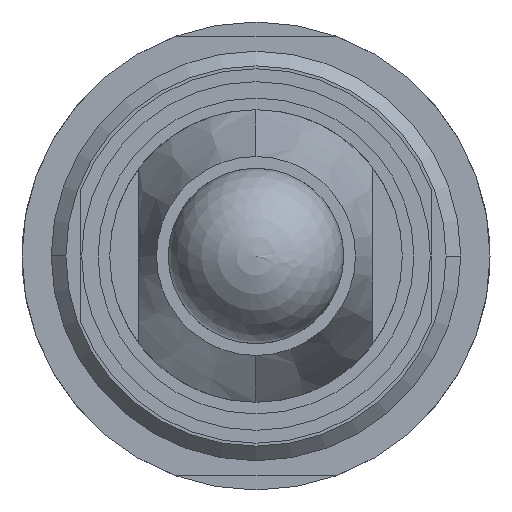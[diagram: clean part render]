
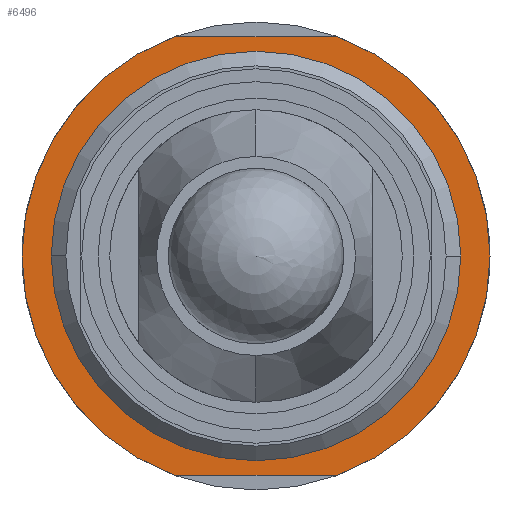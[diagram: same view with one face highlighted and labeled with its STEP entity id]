
A CAD part, left-side view. The second image highlights one B-rep face of the part: STEP entity #6496.
In plain terms, the highlighted planar face has unit normal (-1, 0, 0).
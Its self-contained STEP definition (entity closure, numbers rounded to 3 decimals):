
#65 = VECTOR ( 'NONE', #1834, 1000. ) ;
#348 = CARTESIAN_POINT ( 'NONE',  ( -48.5, 0., 0. ) ) ;
#577 = ORIENTED_EDGE ( 'NONE', *, *, #4646, .F. ) ;
#601 = CARTESIAN_POINT ( 'NONE',  ( -48.5, 0., 0. ) ) ;
#638 = VECTOR ( 'NONE', #1218, 1000. ) ;
#660 = ORIENTED_EDGE ( 'NONE', *, *, #5485, .F. ) ;
#782 = EDGE_CURVE ( 'NONE', #2026, #4835, #5134, .T. ) ;
#926 = CARTESIAN_POINT ( 'NONE',  ( -48.5, 0., 0. ) ) ;
#929 = DIRECTION ( 'NONE',  ( 1., 0., 0. ) ) ;
#957 = EDGE_CURVE ( 'NONE', #3275, #1770, #4346, .T. ) ;
#983 = FACE_BOUND ( 'NONE', #3521, .T. ) ;
#1112 = CARTESIAN_POINT ( 'NONE',  ( -48.5, -1.392, 3.75 ) ) ;
#1218 = DIRECTION ( 'NONE',  ( 0., -1., 0. ) ) ;
#1402 = CARTESIAN_POINT ( 'NONE',  ( -48.5, 0., -4. ) ) ;
#1447 = DIRECTION ( 'NONE',  ( 0., -1., 0. ) ) ;
#1606 = DIRECTION ( 'NONE',  ( 0., -1., 0. ) ) ;
#1740 = ORIENTED_EDGE ( 'NONE', *, *, #3881, .F. ) ;
#1770 = VERTEX_POINT ( 'NONE', #1781 ) ;
#1781 = CARTESIAN_POINT ( 'NONE',  ( -48.5, -1.392, -3.75 ) ) ;
#1834 = DIRECTION ( 'NONE',  ( 0., -1., 0. ) ) ;
#1998 = EDGE_CURVE ( 'NONE', #3275, #5515, #2611, .T. ) ;
#2026 = VERTEX_POINT ( 'NONE', #4143 ) ;
#2208 = VERTEX_POINT ( 'NONE', #1112 ) ;
#2397 = AXIS2_PLACEMENT_3D ( 'NONE', #3376, #5530, #5436 ) ;
#2611 = CIRCLE ( 'NONE', #5870, 4. ) ;
#2842 = DIRECTION ( 'NONE',  ( 0., -1., 0. ) ) ;
#2925 = DIRECTION ( 'NONE',  ( 1., 0., 0. ) ) ;
#2926 = DIRECTION ( 'NONE',  ( 0., -1., 0. ) ) ;
#2984 = AXIS2_PLACEMENT_3D ( 'NONE', #6196, #4287, #6489 ) ;
#3275 = VERTEX_POINT ( 'NONE', #3593 ) ;
#3323 = AXIS2_PLACEMENT_3D ( 'NONE', #1402, #929, #2926 ) ;
#3338 = LINE ( 'NONE', #4760, #65 ) ;
#3358 = DIRECTION ( 'NONE',  ( 1., 0., 0. ) ) ;
#3376 = CARTESIAN_POINT ( 'NONE',  ( -48.5, 0., 0. ) ) ;
#3521 = EDGE_LOOP ( 'NONE', ( #5906, #3882 ) ) ;
#3548 = PLANE ( 'NONE',  #3323 ) ;
#3593 = CARTESIAN_POINT ( 'NONE',  ( -48.5, 1.392, -3.75 ) ) ;
#3653 = DIRECTION ( 'NONE',  ( 1., 0., 0. ) ) ;
#3819 = CARTESIAN_POINT ( 'NONE',  ( -48.5, -4., 0. ) ) ;
#3881 = EDGE_CURVE ( 'NONE', #5515, #2208, #3338, .T. ) ;
#3882 = ORIENTED_EDGE ( 'NONE', *, *, #782, .T. ) ;
#3884 = CARTESIAN_POINT ( 'NONE',  ( -48.5, 1.392, 3.75 ) ) ;
#4041 = CARTESIAN_POINT ( 'NONE',  ( -48.5, -3.5, 0. ) ) ;
#4046 = CIRCLE ( 'NONE', #2984, 3.5 ) ;
#4050 = AXIS2_PLACEMENT_3D ( 'NONE', #926, #2925, #1447 ) ;
#4143 = CARTESIAN_POINT ( 'NONE',  ( -48.5, 3.5, 0. ) ) ;
#4255 = CIRCLE ( 'NONE', #4050, 4. ) ;
#4287 = DIRECTION ( 'NONE',  ( 1., 0., 0. ) ) ;
#4346 = LINE ( 'NONE', #6221, #638 ) ;
#4646 = EDGE_CURVE ( 'NONE', #2208, #4651, #5305, .T. ) ;
#4651 = VERTEX_POINT ( 'NONE', #3819 ) ;
#4760 = CARTESIAN_POINT ( 'NONE',  ( -48.5, 0., 3.75 ) ) ;
#4835 = VERTEX_POINT ( 'NONE', #4041 ) ;
#5134 = CIRCLE ( 'NONE', #2397, 3.5 ) ;
#5305 = CIRCLE ( 'NONE', #5942, 4. ) ;
#5436 = DIRECTION ( 'NONE',  ( 0., -1., 0. ) ) ;
#5453 = EDGE_CURVE ( 'NONE', #4835, #2026, #4046, .T. ) ;
#5485 = EDGE_CURVE ( 'NONE', #4651, #1770, #4255, .T. ) ;
#5515 = VERTEX_POINT ( 'NONE', #3884 ) ;
#5530 = DIRECTION ( 'NONE',  ( 1., 0., 0. ) ) ;
#5692 = ORIENTED_EDGE ( 'NONE', *, *, #957, .T. ) ;
#5736 = EDGE_LOOP ( 'NONE', ( #1740, #5792, #5692, #660, #577 ) ) ;
#5792 = ORIENTED_EDGE ( 'NONE', *, *, #1998, .F. ) ;
#5870 = AXIS2_PLACEMENT_3D ( 'NONE', #601, #3653, #1606 ) ;
#5906 = ORIENTED_EDGE ( 'NONE', *, *, #5453, .T. ) ;
#5942 = AXIS2_PLACEMENT_3D ( 'NONE', #348, #3358, #2842 ) ;
#6196 = CARTESIAN_POINT ( 'NONE',  ( -48.5, 0., 0. ) ) ;
#6221 = CARTESIAN_POINT ( 'NONE',  ( -48.5, 0., -3.75 ) ) ;
#6489 = DIRECTION ( 'NONE',  ( 0., -1., 0. ) ) ;
#6492 = FACE_OUTER_BOUND ( 'NONE', #5736, .T. ) ;
#6496 = ADVANCED_FACE ( 'NONE', ( #983, #6492 ), #3548, .F. ) ;
